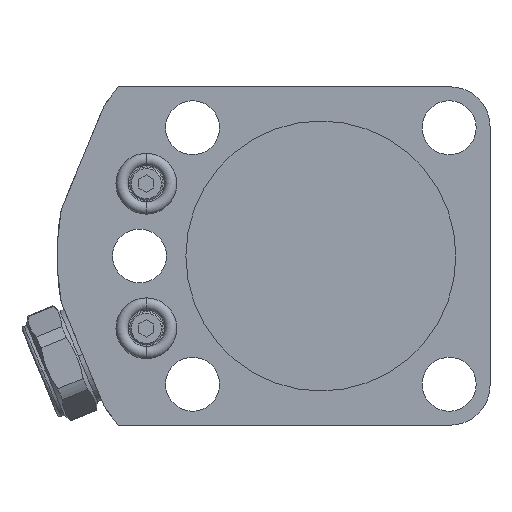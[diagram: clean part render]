
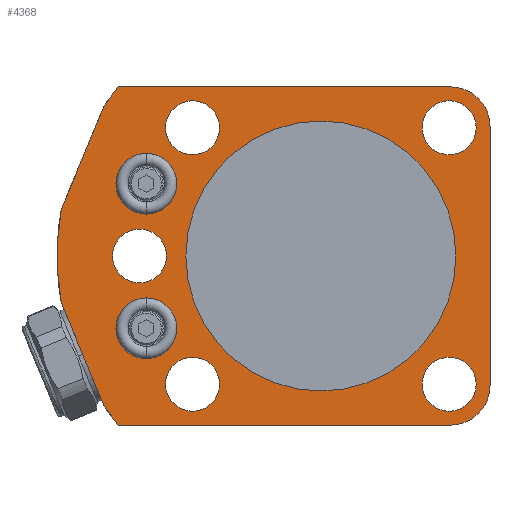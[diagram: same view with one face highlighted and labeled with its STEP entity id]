
A CAD part, front view. The second image highlights one B-rep face of the part: STEP entity #4368.
In plain terms, the highlighted planar face has unit normal (0, -1, 0).
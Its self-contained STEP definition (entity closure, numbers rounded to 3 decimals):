
#185=CARTESIAN_POINT('',(0.,0.,0.));
#186=DIRECTION('',(0.,-1.,0.));
#187=DIRECTION('',(1.,0.,0.));
#188=AXIS2_PLACEMENT_3D('',#185,#186,#187);
#193=CARTESIAN_POINT('',(0.,0.,0.));
#194=DIRECTION('',(0.,1.,0.));
#195=DIRECTION('',(1.,0.,0.));
#196=AXIS2_PLACEMENT_3D('',#193,#194,#195);
#201=CARTESIAN_POINT('',(21.209,0.,-21.209));
#202=DIRECTION('',(0.,-1.,0.));
#203=DIRECTION('',(0.,0.,-1.));
#204=AXIS2_PLACEMENT_3D('',#201,#202,#203);
#209=DIRECTION('',(-1.,0.,0.));
#210=VECTOR('',#209,54.345);
#211=CARTESIAN_POINT('',(21.209,0.,-27.686));
#212=LINE('',#211,#210);
#216=DIRECTION('',(0.383,0.,-0.924));
#217=VECTOR('',#216,18.396);
#218=CARTESIAN_POINT('',(-42.497,0.,-7.647));
#219=LINE('',#218,#217);
#223=DIRECTION('',(0.383,0.,0.924));
#224=VECTOR('',#223,18.396);
#225=CARTESIAN_POINT('',(-42.497,0.,7.647));
#226=LINE('',#225,#224);
#230=DIRECTION('',(1.,0.,0.));
#231=VECTOR('',#230,54.345);
#232=CARTESIAN_POINT('',(-33.136,0.,27.686));
#233=LINE('',#232,#231);
#237=CARTESIAN_POINT('',(21.209,0.,21.209));
#238=DIRECTION('',(0.,-1.,0.));
#239=DIRECTION('',(1.,0.,0.));
#240=AXIS2_PLACEMENT_3D('',#237,#238,#239);
#245=DIRECTION('',(0.,0.,1.));
#246=VECTOR('',#245,42.418);
#247=CARTESIAN_POINT('',(27.686,0.,-21.209));
#248=LINE('',#247,#246);
#252=CARTESIAN_POINT('',(21.006,0.,21.006));
#253=DIRECTION('',(0.,-1.,0.));
#254=DIRECTION('',(1.,0.,0.));
#255=AXIS2_PLACEMENT_3D('',#252,#253,#254);
#260=CARTESIAN_POINT('',(21.006,0.,21.006));
#261=DIRECTION('',(0.,-1.,0.));
#262=DIRECTION('',(-1.,0.,0.));
#263=AXIS2_PLACEMENT_3D('',#260,#261,#262);
#268=CARTESIAN_POINT('',(21.006,0.,-21.006));
#269=DIRECTION('',(0.,-1.,0.));
#270=DIRECTION('',(1.,0.,0.));
#271=AXIS2_PLACEMENT_3D('',#268,#269,#270);
#276=CARTESIAN_POINT('',(21.006,0.,-21.006));
#277=DIRECTION('',(0.,-1.,0.));
#278=DIRECTION('',(-1.,0.,0.));
#279=AXIS2_PLACEMENT_3D('',#276,#277,#278);
#284=CARTESIAN_POINT('',(-29.693,0.,0.));
#285=DIRECTION('',(0.,-1.,0.));
#286=DIRECTION('',(1.,0.,0.));
#287=AXIS2_PLACEMENT_3D('',#284,#285,#286);
#292=CARTESIAN_POINT('',(-29.693,0.,0.));
#293=DIRECTION('',(0.,-1.,0.));
#294=DIRECTION('',(-1.,0.,0.));
#295=AXIS2_PLACEMENT_3D('',#292,#293,#294);
#300=CARTESIAN_POINT('',(-21.006,0.,21.006));
#301=DIRECTION('',(0.,-1.,0.));
#302=DIRECTION('',(1.,0.,0.));
#303=AXIS2_PLACEMENT_3D('',#300,#301,#302);
#308=CARTESIAN_POINT('',(-21.006,0.,21.006));
#309=DIRECTION('',(0.,-1.,0.));
#310=DIRECTION('',(-1.,0.,0.));
#311=AXIS2_PLACEMENT_3D('',#308,#309,#310);
#316=CARTESIAN_POINT('',(-21.006,0.,-21.006));
#317=DIRECTION('',(0.,-1.,0.));
#318=DIRECTION('',(1.,0.,0.));
#319=AXIS2_PLACEMENT_3D('',#316,#317,#318);
#324=CARTESIAN_POINT('',(-21.006,0.,-21.006));
#325=DIRECTION('',(0.,-1.,0.));
#326=DIRECTION('',(-1.,0.,0.));
#327=AXIS2_PLACEMENT_3D('',#324,#325,#326);
#332=CARTESIAN_POINT('',(-28.575,0.,-11.836));
#333=DIRECTION('',(0.,1.,0.));
#334=DIRECTION('',(-1.,0.,0.));
#335=AXIS2_PLACEMENT_3D('',#332,#333,#334);
#340=CARTESIAN_POINT('',(-28.575,0.,-11.836));
#341=DIRECTION('',(0.,1.,0.));
#342=DIRECTION('',(1.,0.,0.));
#343=AXIS2_PLACEMENT_3D('',#340,#341,#342);
#348=CARTESIAN_POINT('',(-28.575,0.,11.837));
#349=DIRECTION('',(0.,1.,0.));
#350=DIRECTION('',(-1.,0.,0.));
#351=AXIS2_PLACEMENT_3D('',#348,#349,#350);
#356=CARTESIAN_POINT('',(-28.575,0.,11.837));
#357=DIRECTION('',(0.,1.,0.));
#358=DIRECTION('',(1.,0.,0.));
#359=AXIS2_PLACEMENT_3D('',#356,#357,#358);
#665=CARTESIAN_POINT('',(0.,0.,0.));
#666=DIRECTION('',(0.,-1.,0.));
#667=DIRECTION('',(-0.821,0.,-0.571));
#668=AXIS2_PLACEMENT_3D('',#665,#666,#667);
#683=CARTESIAN_POINT('',(0.,0.,0.));
#684=DIRECTION('',(0.,-1.,0.));
#685=DIRECTION('',(-0.767,0.,0.641));
#686=AXIS2_PLACEMENT_3D('',#683,#684,#685);
#721=CARTESIAN_POINT('',(0.,0.,0.));
#722=DIRECTION('',(0.,-1.,0.));
#723=DIRECTION('',(-0.984,0.,0.177));
#724=AXIS2_PLACEMENT_3D('',#721,#722,#723);
#3639=CARTESIAN_POINT('',(22.098,0.,0.));
#3641=VERTEX_POINT('',#3639);
#3643=CARTESIAN_POINT('',(-22.098,0.,0.));
#3645=VERTEX_POINT('',#3643);
#3646=CARTESIAN_POINT('',(-42.497,0.,-7.647));
#3647=CARTESIAN_POINT('',(-35.458,0.,-24.643));
#3648=VERTEX_POINT('',#3646);
#3649=VERTEX_POINT('',#3647);
#3650=CARTESIAN_POINT('',(-42.497,0.,7.647));
#3651=CARTESIAN_POINT('',(-35.458,0.,24.643));
#3652=VERTEX_POINT('',#3650);
#3653=VERTEX_POINT('',#3651);
#3654=CARTESIAN_POINT('',(-33.136,0.,27.686));
#3655=VERTEX_POINT('',#3654);
#3656=CARTESIAN_POINT('',(-33.136,0.,-27.686));
#3657=VERTEX_POINT('',#3656);
#3658=CARTESIAN_POINT('',(25.426,0.,21.006));
#3659=CARTESIAN_POINT('',(16.587,0.,21.006));
#3660=VERTEX_POINT('',#3658);
#3661=VERTEX_POINT('',#3659);
#3770=CARTESIAN_POINT('',(-33.553,0.,-11.836));
#3771=CARTESIAN_POINT('',(-23.597,0.,-11.836));
#3772=VERTEX_POINT('',#3770);
#3773=VERTEX_POINT('',#3771);
#3786=CARTESIAN_POINT('',(-33.553,0.,11.837));
#3787=CARTESIAN_POINT('',(-23.597,0.,11.837));
#3788=VERTEX_POINT('',#3786);
#3789=VERTEX_POINT('',#3787);
#3814=CARTESIAN_POINT('',(25.425,0.,-21.006));
#3815=CARTESIAN_POINT('',(16.586,0.,-21.006));
#3816=VERTEX_POINT('',#3814);
#3817=VERTEX_POINT('',#3815);
#3818=CARTESIAN_POINT('',(-25.273,0.,0.));
#3819=CARTESIAN_POINT('',(-34.112,0.,0.));
#3820=VERTEX_POINT('',#3818);
#3821=VERTEX_POINT('',#3819);
#3848=CARTESIAN_POINT('',(21.209,0.,-27.686));
#3849=CARTESIAN_POINT('',(27.686,0.,-21.209));
#3850=VERTEX_POINT('',#3848);
#3851=VERTEX_POINT('',#3849);
#3852=CARTESIAN_POINT('',(27.686,0.,21.209));
#3853=CARTESIAN_POINT('',(21.209,0.,27.686));
#3854=VERTEX_POINT('',#3852);
#3855=VERTEX_POINT('',#3853);
#3856=CARTESIAN_POINT('',(-16.586,0.,21.006));
#3857=CARTESIAN_POINT('',(-25.425,0.,21.006));
#3858=VERTEX_POINT('',#3856);
#3859=VERTEX_POINT('',#3857);
#3860=CARTESIAN_POINT('',(-16.587,0.,-21.006));
#3861=CARTESIAN_POINT('',(-25.426,0.,-21.006));
#3862=VERTEX_POINT('',#3860);
#3863=VERTEX_POINT('',#3861);
#4294=CARTESIAN_POINT('',(0.,0.,0.));
#4295=DIRECTION('',(0.,-1.,0.));
#4296=DIRECTION('',(-1.,0.,0.));
#4297=AXIS2_PLACEMENT_3D('',#4294,#4295,#4296);
#4298=PLANE('',#4297);
#4300=ORIENTED_EDGE('',*,*,#4299,.F.);
#4302=ORIENTED_EDGE('',*,*,#4301,.T.);
#4304=ORIENTED_EDGE('',*,*,#4303,.F.);
#4306=ORIENTED_EDGE('',*,*,#4305,.F.);
#4308=ORIENTED_EDGE('',*,*,#4307,.F.);
#4310=ORIENTED_EDGE('',*,*,#4309,.T.);
#4312=ORIENTED_EDGE('',*,*,#4311,.F.);
#4314=ORIENTED_EDGE('',*,*,#4313,.T.);
#4316=ORIENTED_EDGE('',*,*,#4315,.F.);
#4318=ORIENTED_EDGE('',*,*,#4317,.F.);
#4319=EDGE_LOOP('',(#4300,#4302,#4304,#4306,#4308,#4310,#4312,#4314,#4316,
#4318));
#4320=FACE_OUTER_BOUND('',#4319,.F.);
#4322=ORIENTED_EDGE('',*,*,#4321,.T.);
#4324=ORIENTED_EDGE('',*,*,#4323,.F.);
#4325=EDGE_LOOP('',(#4322,#4324));
#4326=FACE_BOUND('',#4325,.F.);
#4328=ORIENTED_EDGE('',*,*,#4327,.T.);
#4330=ORIENTED_EDGE('',*,*,#4329,.T.);
#4331=EDGE_LOOP('',(#4328,#4330));
#4332=FACE_BOUND('',#4331,.F.);
#4334=ORIENTED_EDGE('',*,*,#4333,.T.);
#4336=ORIENTED_EDGE('',*,*,#4335,.T.);
#4337=EDGE_LOOP('',(#4334,#4336));
#4338=FACE_BOUND('',#4337,.F.);
#4340=ORIENTED_EDGE('',*,*,#4339,.T.);
#4342=ORIENTED_EDGE('',*,*,#4341,.T.);
#4343=EDGE_LOOP('',(#4340,#4342));
#4344=FACE_BOUND('',#4343,.F.);
#4346=ORIENTED_EDGE('',*,*,#4345,.T.);
#4348=ORIENTED_EDGE('',*,*,#4347,.T.);
#4349=EDGE_LOOP('',(#4346,#4348));
#4350=FACE_BOUND('',#4349,.F.);
#4352=ORIENTED_EDGE('',*,*,#4351,.T.);
#4354=ORIENTED_EDGE('',*,*,#4353,.T.);
#4355=EDGE_LOOP('',(#4352,#4354));
#4356=FACE_BOUND('',#4355,.F.);
#4358=ORIENTED_EDGE('',*,*,#4357,.F.);
#4360=ORIENTED_EDGE('',*,*,#4359,.F.);
#4361=EDGE_LOOP('',(#4358,#4360));
#4362=FACE_BOUND('',#4361,.F.);
#4363=ORIENTED_EDGE('',*,*,#4284,.F.);
#4365=ORIENTED_EDGE('',*,*,#4364,.F.);
#4366=EDGE_LOOP('',(#4363,#4365));
#4367=FACE_BOUND('',#4366,.F.);
#189=CIRCLE('',#188,22.098);
#197=CIRCLE('',#196,22.098);
#205=CIRCLE('',#204,6.477);
#241=CIRCLE('',#240,6.477);
#256=CIRCLE('',#255,4.42);
#264=CIRCLE('',#263,4.42);
#272=CIRCLE('',#271,4.42);
#280=CIRCLE('',#279,4.42);
#288=CIRCLE('',#287,4.42);
#296=CIRCLE('',#295,4.42);
#304=CIRCLE('',#303,4.42);
#312=CIRCLE('',#311,4.42);
#320=CIRCLE('',#319,4.42);
#328=CIRCLE('',#327,4.42);
#336=CIRCLE('',#335,4.978);
#344=CIRCLE('',#343,4.978);
#352=CIRCLE('',#351,4.978);
#360=CIRCLE('',#359,4.978);
#669=CIRCLE('',#668,43.18);
#687=CIRCLE('',#686,43.18);
#725=CIRCLE('',#724,43.18);
#4284=EDGE_CURVE('',#3788,#3789,#352,.T.);
#4299=EDGE_CURVE('',#3850,#3851,#205,.T.);
#4301=EDGE_CURVE('',#3850,#3657,#212,.T.);
#4303=EDGE_CURVE('',#3649,#3657,#669,.T.);
#4305=EDGE_CURVE('',#3648,#3649,#219,.T.);
#4307=EDGE_CURVE('',#3652,#3648,#725,.T.);
#4309=EDGE_CURVE('',#3652,#3653,#226,.T.);
#4311=EDGE_CURVE('',#3655,#3653,#687,.T.);
#4313=EDGE_CURVE('',#3655,#3855,#233,.T.);
#4315=EDGE_CURVE('',#3854,#3855,#241,.T.);
#4317=EDGE_CURVE('',#3851,#3854,#248,.T.);
#4321=EDGE_CURVE('',#3641,#3645,#189,.T.);
#4323=EDGE_CURVE('',#3641,#3645,#197,.T.);
#4327=EDGE_CURVE('',#3660,#3661,#256,.T.);
#4329=EDGE_CURVE('',#3661,#3660,#264,.T.);
#4333=EDGE_CURVE('',#3816,#3817,#272,.T.);
#4335=EDGE_CURVE('',#3817,#3816,#280,.T.);
#4339=EDGE_CURVE('',#3820,#3821,#288,.T.);
#4341=EDGE_CURVE('',#3821,#3820,#296,.T.);
#4345=EDGE_CURVE('',#3858,#3859,#304,.T.);
#4347=EDGE_CURVE('',#3859,#3858,#312,.T.);
#4351=EDGE_CURVE('',#3862,#3863,#320,.T.);
#4353=EDGE_CURVE('',#3863,#3862,#328,.T.);
#4357=EDGE_CURVE('',#3772,#3773,#336,.T.);
#4359=EDGE_CURVE('',#3773,#3772,#344,.T.);
#4364=EDGE_CURVE('',#3789,#3788,#360,.T.);
#4368=ADVANCED_FACE('',(#4320,#4326,#4332,#4338,#4344,#4350,#4356,#4362,#4367),
#4298,.T.);
